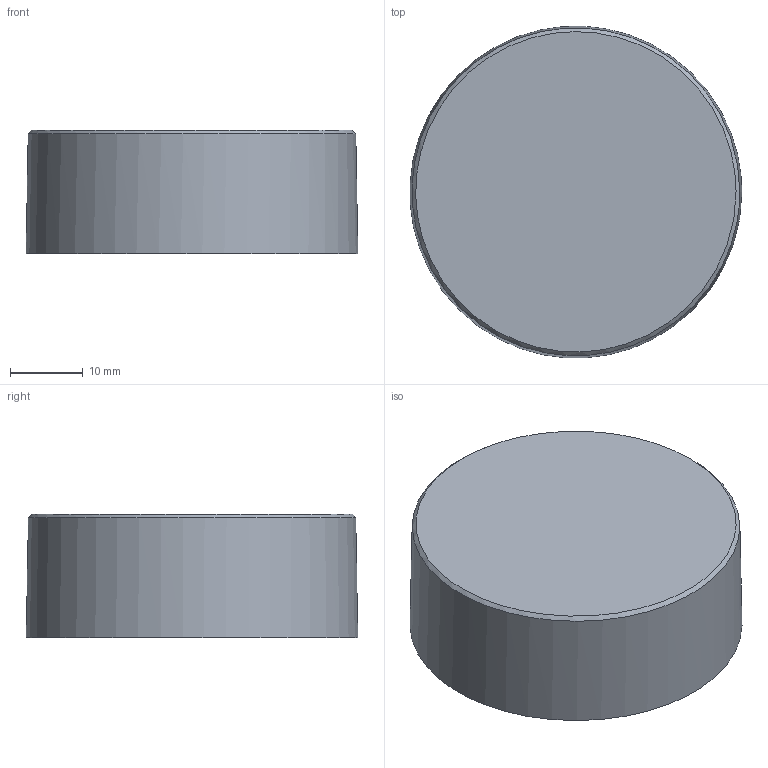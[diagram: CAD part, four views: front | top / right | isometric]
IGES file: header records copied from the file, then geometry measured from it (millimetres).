
Global section: file name: Window-Diffus; native system: Autodesk Inventor 2020; preprocessor: unknown; author: C. Kuhn; organization: di-soric GmbH & Co. KG; date: 20200506.083734; units: millimetre
Bounding box: 45.56 x 45.52 x 17 mm (x, y, z)
Volume: 7480.6 mm3; surface area: 10882.2 mm2
Topology: 4 solids, 4 shells, 36 faces, 78 edges, 53 vertices
Faces by surface type: bspline 36
